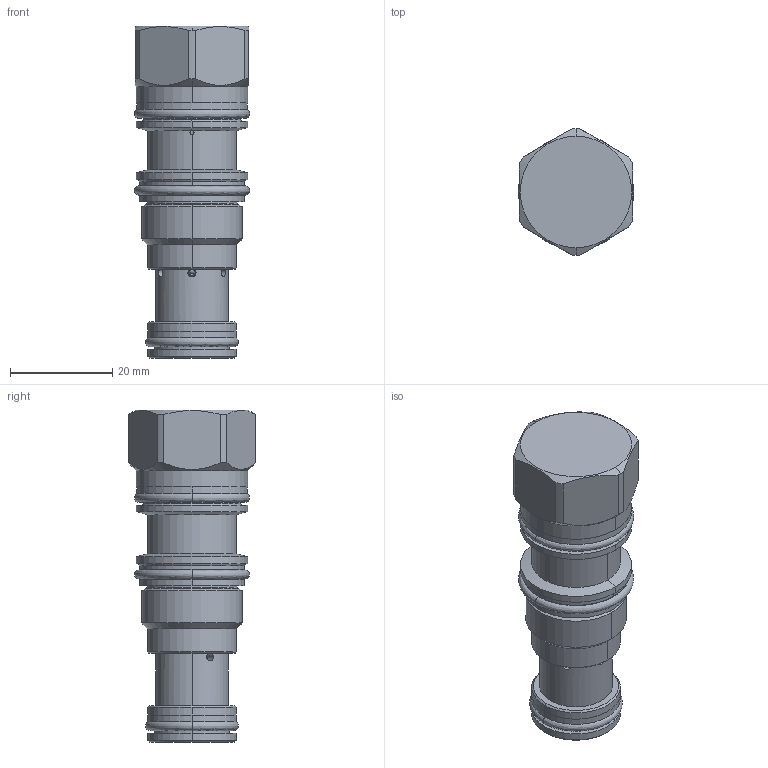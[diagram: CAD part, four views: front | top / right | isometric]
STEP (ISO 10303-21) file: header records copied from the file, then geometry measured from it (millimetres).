
FILE_DESCRIPTION((''),'2;1');
FILE_NAME('CODA-XEN_PRT','2017-03-01T',('Administrator'),(''),'PRO/ENGINEER BY PARAMETRIC TECHNOLOGY CORPORATION, 2006240','PRO/ENGINEER BY PARAMETRIC TECHNOLOGY CORPORATION, 2006240','');
FILE_SCHEMA(('CONFIG_CONTROL_DESIGN'));
Length unit declared in the file: inch
Products named in the file (1): CODA-XEN_PRT
Bounding box: 22.55 x 24.84 x 65.05 mm (x, y, z)
Volume: 18422.3 mm3; surface area: 7720.3 mm2
Topology: 4 solids, 4 shells, 168 faces, 394 edges, 241 vertices
Faces by surface type: cylinder 72, plane 27, cone 22, bspline 21, torus 14, revolution 12
Entity records: 11361 total; most frequent: CARTESIAN_POINT 7681, ORIENTED_EDGE 784, DIRECTION 688, EDGE_CURVE 392, AXIS2_PLACEMENT_3D 285, VERTEX_POINT 241, EDGE_LOOP 189, FACE_OUTER_BOUND 168
